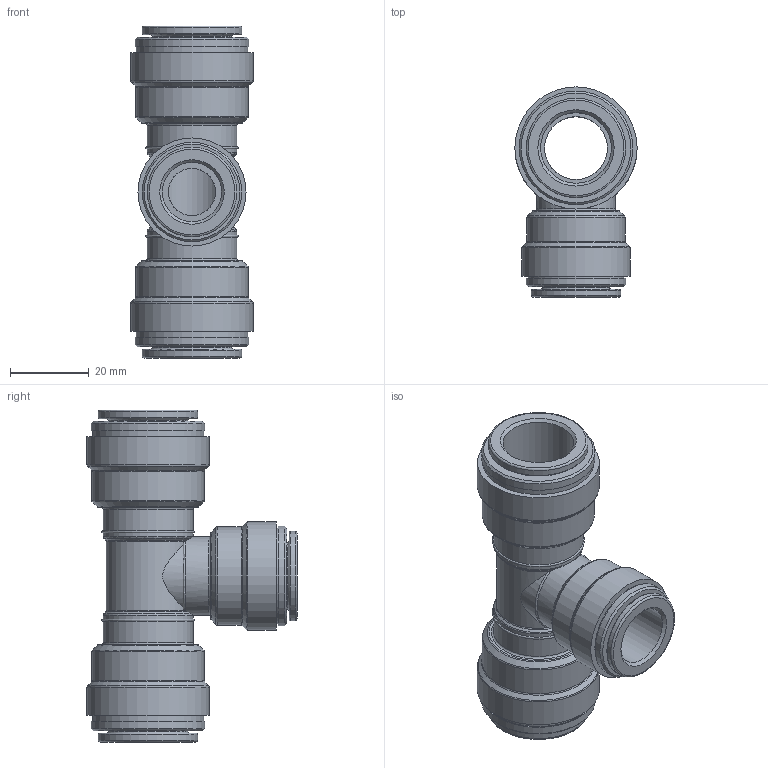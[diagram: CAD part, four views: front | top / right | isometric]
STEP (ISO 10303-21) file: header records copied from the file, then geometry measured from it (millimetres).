
FILE_DESCRIPTION(/* description */ ('STEP AP214'),/* implementation_level */ '2;1');
FILE_NAME(/* name */ '177699_CQT-18-15',/* time_stamp */ '2024-08-08T15:32:35+02:00',/* author */ ('License CC BY-ND 4.0'),/* organization */ ('CADENAS'),/* preprocessor_version */ 'ST-DEVELOPER v19.3',/* originating_system */ 'PARTsolutions',/* authorisation */ ' ');
FILE_SCHEMA (('AUTOMOTIVE_DESIGN {1 0 10303 214 3 1 1}'));
Length unit declared in the file: millimetre
Products named in the file (1): 177699 CQT-18-15
Bounding box: 31.1 x 53.45 x 84.5 mm (x, y, z)
Volume: 33666.6 mm3; surface area: 17968.3 mm2
Topology: 1 solids, 1 shells, 102 faces, 201 edges, 119 vertices
Faces by surface type: cylinder 35, torus 32, plane 21, cone 14
Full cylindrical faces by diameter (mm): 12 x1, 15 x1, 16 x1, 16.86 x1, 18 x2, 20 x1, 20.07 x2, 22.8 x1, 22.9 x4, 24.5 x1, 25 x1, 25.3 x3, 27.5 x1, 28.3 x2, 28.6 x2, 28.9 x2, 31.1 x2
Entity records: 2359 total; most frequent: CARTESIAN_POINT 489, DIRECTION 408, ORIENTED_EDGE 260, AXIS2_PLACEMENT_3D 204, EDGE_LOOP 192, FACE_BOUND 192, EDGE_CURVE 130, VERTEX_POINT 116
